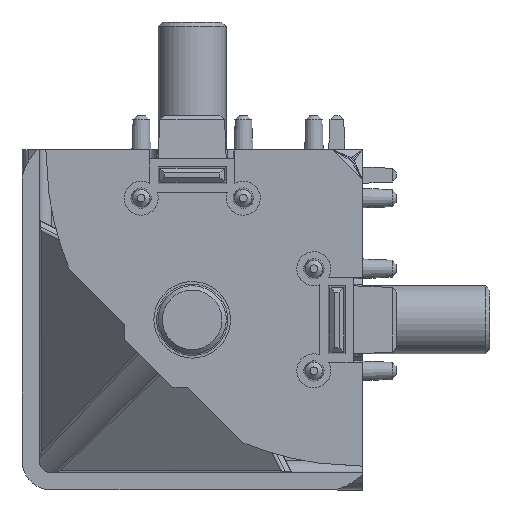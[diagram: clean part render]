
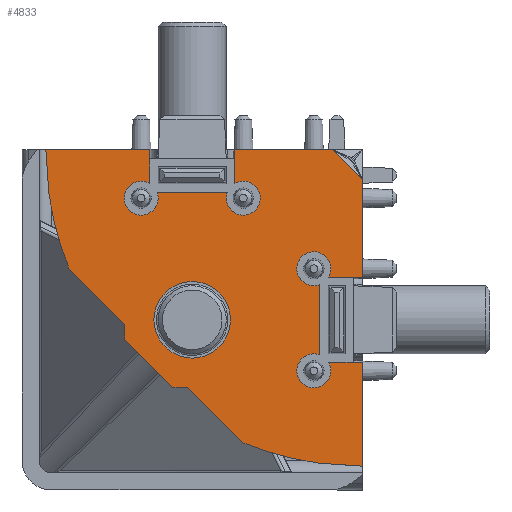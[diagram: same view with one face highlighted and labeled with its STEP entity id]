
A CAD part, left-side view. The second image highlights one B-rep face of the part: STEP entity #4833.
In plain terms, the highlighted planar face has unit normal (-1, 0, 0).
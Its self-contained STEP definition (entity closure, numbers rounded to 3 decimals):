
#166=FACE_BOUND('',#799,.T.);
#190=PLANE('',#5373);
#475=FACE_OUTER_BOUND('',#798,.T.);
#798=EDGE_LOOP('',(#3648,#3649,#3650,#3651,#3652,#3653,#3654,#3655,#3656,
#3657,#3658,#3659,#3660,#3661,#3662,#3663,#3664,#3665,#3666,#3667,#3668,
#3669,#3670,#3671));
#799=EDGE_LOOP('',(#3672));
#1167=LINE('',#7588,#1642);
#1171=LINE('',#7594,#1646);
#1188=LINE('',#7623,#1663);
#1189=LINE('',#7625,#1664);
#1190=LINE('',#7626,#1665);
#1191=LINE('',#7627,#1666);
#1192=LINE('',#7629,#1667);
#1193=LINE('',#7631,#1668);
#1194=LINE('',#7632,#1669);
#1195=LINE('',#7634,#1670);
#1196=LINE('',#7636,#1671);
#1197=LINE('',#7638,#1672);
#1198=LINE('',#7640,#1673);
#1199=LINE('',#7641,#1674);
#1200=LINE('',#7642,#1675);
#1201=LINE('',#7643,#1676);
#1202=LINE('',#7644,#1677);
#1203=LINE('',#7645,#1678);
#1642=VECTOR('',#6124,1000.);
#1646=VECTOR('',#6128,1000.);
#1663=VECTOR('',#6147,1000.);
#1664=VECTOR('',#6148,1000.);
#1665=VECTOR('',#6149,1000.);
#1666=VECTOR('',#6150,1000.);
#1667=VECTOR('',#6151,1000.);
#1668=VECTOR('',#6152,1000.);
#1669=VECTOR('',#6153,1000.);
#1670=VECTOR('',#6154,1000.);
#1671=VECTOR('',#6155,1000.);
#1672=VECTOR('',#6156,1000.);
#1673=VECTOR('',#6157,1000.);
#1674=VECTOR('',#6158,1000.);
#1675=VECTOR('',#6159,1000.);
#1676=VECTOR('',#6160,1000.);
#1677=VECTOR('',#6161,1000.);
#1678=VECTOR('',#6162,1000.);
#2030=CIRCLE('',#5245,2.);
#2032=CIRCLE('',#5248,2.);
#2034=CIRCLE('',#5251,2.);
#2036=CIRCLE('',#5254,2.);
#2088=CIRCLE('',#5332,4.5);
#2105=CIRCLE('',#5361,37.2);
#2114=CIRCLE('',#5371,37.2);
#2201=VERTEX_POINT('',#7219);
#2202=VERTEX_POINT('',#7221);
#2205=VERTEX_POINT('',#7228);
#2206=VERTEX_POINT('',#7230);
#2209=VERTEX_POINT('',#7237);
#2210=VERTEX_POINT('',#7239);
#2213=VERTEX_POINT('',#7246);
#2214=VERTEX_POINT('',#7248);
#2282=VERTEX_POINT('',#7428);
#2285=VERTEX_POINT('',#7438);
#2334=VERTEX_POINT('',#7562);
#2335=VERTEX_POINT('',#7564);
#2337=VERTEX_POINT('',#7569);
#2343=VERTEX_POINT('',#7581);
#2344=VERTEX_POINT('',#7585);
#2345=VERTEX_POINT('',#7587);
#2346=VERTEX_POINT('',#7591);
#2347=VERTEX_POINT('',#7593);
#2359=VERTEX_POINT('',#7624);
#2360=VERTEX_POINT('',#7628);
#2361=VERTEX_POINT('',#7630);
#2362=VERTEX_POINT('',#7633);
#2363=VERTEX_POINT('',#7635);
#2364=VERTEX_POINT('',#7637);
#2365=VERTEX_POINT('',#7639);
#2651=EDGE_CURVE('',#2201,#2202,#2030,.T.);
#2655=EDGE_CURVE('',#2205,#2206,#2032,.T.);
#2659=EDGE_CURVE('',#2209,#2210,#2034,.T.);
#2663=EDGE_CURVE('',#2213,#2214,#2036,.T.);
#2750=EDGE_CURVE('',#2282,#2282,#2088,.T.);
#2820=EDGE_CURVE('',#2334,#2335,#2105,.T.);
#2829=EDGE_CURVE('',#2343,#2337,#2114,.T.);
#2831=EDGE_CURVE('',#2344,#2345,#1167,.T.);
#2835=EDGE_CURVE('',#2346,#2347,#1171,.T.);
#2852=EDGE_CURVE('',#2285,#2344,#1188,.T.);
#2853=EDGE_CURVE('',#2359,#2285,#1189,.T.);
#2854=EDGE_CURVE('',#2214,#2359,#1190,.T.);
#2855=EDGE_CURVE('',#2210,#2213,#1191,.T.);
#2856=EDGE_CURVE('',#2209,#2360,#1192,.T.);
#2857=EDGE_CURVE('',#2361,#2360,#1193,.T.);
#2858=EDGE_CURVE('',#2335,#2361,#1194,.T.);
#2859=EDGE_CURVE('',#2362,#2334,#1195,.T.);
#2860=EDGE_CURVE('',#2363,#2362,#1196,.T.);
#2861=EDGE_CURVE('',#2364,#2363,#1197,.T.);
#2862=EDGE_CURVE('',#2365,#2364,#1198,.T.);
#2863=EDGE_CURVE('',#2337,#2365,#1199,.T.);
#2864=EDGE_CURVE('',#2347,#2343,#1200,.T.);
#2865=EDGE_CURVE('',#2202,#2346,#1201,.T.);
#2866=EDGE_CURVE('',#2206,#2201,#1202,.T.);
#2867=EDGE_CURVE('',#2205,#2345,#1203,.T.);
#3648=ORIENTED_EDGE('',*,*,#2831,.F.);
#3649=ORIENTED_EDGE('',*,*,#2852,.F.);
#3650=ORIENTED_EDGE('',*,*,#2853,.F.);
#3651=ORIENTED_EDGE('',*,*,#2854,.F.);
#3652=ORIENTED_EDGE('',*,*,#2663,.F.);
#3653=ORIENTED_EDGE('',*,*,#2855,.F.);
#3654=ORIENTED_EDGE('',*,*,#2659,.F.);
#3655=ORIENTED_EDGE('',*,*,#2856,.T.);
#3656=ORIENTED_EDGE('',*,*,#2857,.F.);
#3657=ORIENTED_EDGE('',*,*,#2858,.F.);
#3658=ORIENTED_EDGE('',*,*,#2820,.F.);
#3659=ORIENTED_EDGE('',*,*,#2859,.F.);
#3660=ORIENTED_EDGE('',*,*,#2860,.F.);
#3661=ORIENTED_EDGE('',*,*,#2861,.F.);
#3662=ORIENTED_EDGE('',*,*,#2862,.F.);
#3663=ORIENTED_EDGE('',*,*,#2863,.F.);
#3664=ORIENTED_EDGE('',*,*,#2829,.F.);
#3665=ORIENTED_EDGE('',*,*,#2864,.F.);
#3666=ORIENTED_EDGE('',*,*,#2835,.F.);
#3667=ORIENTED_EDGE('',*,*,#2865,.F.);
#3668=ORIENTED_EDGE('',*,*,#2651,.F.);
#3669=ORIENTED_EDGE('',*,*,#2866,.F.);
#3670=ORIENTED_EDGE('',*,*,#2655,.F.);
#3671=ORIENTED_EDGE('',*,*,#2867,.T.);
#3672=ORIENTED_EDGE('',*,*,#2750,.F.);
#4833=ADVANCED_FACE('',(#475,#166),#190,.F.);
#5245=AXIS2_PLACEMENT_3D('',#7222,#5773,#5774);
#5248=AXIS2_PLACEMENT_3D('',#7231,#5781,#5782);
#5251=AXIS2_PLACEMENT_3D('',#7240,#5789,#5790);
#5254=AXIS2_PLACEMENT_3D('',#7249,#5797,#5798);
#5332=AXIS2_PLACEMENT_3D('',#7430,#5988,#5989);
#5361=AXIS2_PLACEMENT_3D('',#7565,#6099,#6100);
#5371=AXIS2_PLACEMENT_3D('',#7583,#6119,#6120);
#5373=AXIS2_PLACEMENT_3D('',#7622,#6145,#6146);
#5773=DIRECTION('center_axis',(-1.,0.,0.));
#5774=DIRECTION('ref_axis',(0.,0.,1.));
#5781=DIRECTION('center_axis',(-1.,0.,0.));
#5782=DIRECTION('ref_axis',(0.,0.,1.));
#5789=DIRECTION('center_axis',(-1.,0.,0.));
#5790=DIRECTION('ref_axis',(0.,0.,1.));
#5797=DIRECTION('center_axis',(-1.,0.,0.));
#5798=DIRECTION('ref_axis',(0.,0.,1.));
#5988=DIRECTION('center_axis',(-1.,0.,0.));
#5989=DIRECTION('ref_axis',(0.,0.,1.));
#6099=DIRECTION('center_axis',(1.,0.,0.));
#6100=DIRECTION('ref_axis',(0.,0.,-1.));
#6119=DIRECTION('center_axis',(1.,0.,0.));
#6120=DIRECTION('ref_axis',(0.,0.,-1.));
#6124=DIRECTION('',(0.,0.,-1.));
#6128=DIRECTION('',(0.,0.,-1.));
#6145=DIRECTION('center_axis',(1.,0.,0.));
#6146=DIRECTION('ref_axis',(0.,0.,-1.));
#6147=DIRECTION('',(0.,-0.707,-0.707));
#6148=DIRECTION('',(0.,-1.,0.));
#6149=DIRECTION('',(0.,0.,1.));
#6150=DIRECTION('',(0.,-1.,0.));
#6151=DIRECTION('',(0.,0.,1.));
#6152=DIRECTION('',(0.,-1.,0.));
#6153=DIRECTION('',(0.,0.07,0.998));
#6154=DIRECTION('',(0.,0.707,0.707));
#6155=DIRECTION('',(0.,0.,1.));
#6156=DIRECTION('',(0.,0.707,0.707));
#6157=DIRECTION('',(0.,1.,0.));
#6158=DIRECTION('',(0.,0.707,0.707));
#6159=DIRECTION('',(0.,0.998,0.07));
#6160=DIRECTION('',(0.,-1.,0.));
#6161=DIRECTION('',(0.,0.,-1.));
#6162=DIRECTION('',(0.,-1.,0.));
#7219=CARTESIAN_POINT('',(0.,5.,-24.127));
#7221=CARTESIAN_POINT('',(0.,3.968,-25.));
#7222=CARTESIAN_POINT('Origin',(0.,5.7,-26.));
#7228=CARTESIAN_POINT('',(0.,3.968,-15.));
#7230=CARTESIAN_POINT('',(0.,5.,-15.873));
#7231=CARTESIAN_POINT('Origin',(0.,5.7,-14.));
#7237=CARTESIAN_POINT('',(0.,25.,-3.968));
#7239=CARTESIAN_POINT('',(0.,24.127,-5.));
#7240=CARTESIAN_POINT('Origin',(0.,26.,-5.7));
#7246=CARTESIAN_POINT('',(0.,15.873,-5.));
#7248=CARTESIAN_POINT('',(0.,15.,-3.968));
#7249=CARTESIAN_POINT('Origin',(0.,14.,-5.7));
#7428=CARTESIAN_POINT('',(0.,20.,-24.5));
#7430=CARTESIAN_POINT('Origin',(0.,20.,-20.));
#7438=CARTESIAN_POINT('',(0.,3.536,0.));
#7562=CARTESIAN_POINT('',(0.,34.451,-14.034));
#7564=CARTESIAN_POINT('',(0.,36.838,-5.177));
#7565=CARTESIAN_POINT('Origin',(0.,0.,0.));
#7569=CARTESIAN_POINT('',(0.,14.034,-34.451));
#7581=CARTESIAN_POINT('',(0.,5.177,-36.838));
#7583=CARTESIAN_POINT('Origin',(0.,0.,0.));
#7585=CARTESIAN_POINT('',(0.,0.,-3.536));
#7587=CARTESIAN_POINT('',(0.,0.,-15.));
#7588=CARTESIAN_POINT('',(0.,0.,0.));
#7591=CARTESIAN_POINT('',(0.,0.,-25.));
#7593=CARTESIAN_POINT('',(0.,0.,-37.2));
#7594=CARTESIAN_POINT('',(0.,0.,0.));
#7622=CARTESIAN_POINT('Origin',(0.,0.,0.));
#7623=CARTESIAN_POINT('',(0.,0.,-3.536));
#7624=CARTESIAN_POINT('',(0.,15.,0.));
#7625=CARTESIAN_POINT('',(0.,37.2,0.));
#7626=CARTESIAN_POINT('',(0.,15.,-1.));
#7627=CARTESIAN_POINT('',(0.,24.127,-5.));
#7628=CARTESIAN_POINT('',(0.,25.,0.));
#7629=CARTESIAN_POINT('',(0.,25.,-1.));
#7630=CARTESIAN_POINT('',(0.,37.2,0.));
#7631=CARTESIAN_POINT('',(0.,37.2,0.));
#7632=CARTESIAN_POINT('',(0.,37.2,0.));
#7633=CARTESIAN_POINT('',(0.,27.92,-20.566));
#7634=CARTESIAN_POINT('',(0.,36.352,-12.134));
#7635=CARTESIAN_POINT('',(0.,27.92,-22.263));
#7636=CARTESIAN_POINT('',(0.,27.92,-22.263));
#7637=CARTESIAN_POINT('',(0.,22.263,-27.92));
#7638=CARTESIAN_POINT('',(0.,27.92,-22.263));
#7639=CARTESIAN_POINT('',(0.,20.566,-27.92));
#7640=CARTESIAN_POINT('',(0.,22.263,-27.92));
#7641=CARTESIAN_POINT('',(0.,20.566,-27.92));
#7642=CARTESIAN_POINT('',(0.,0.,-37.2));
#7643=CARTESIAN_POINT('',(0.,1.,-25.));
#7644=CARTESIAN_POINT('',(0.,5.,-15.873));
#7645=CARTESIAN_POINT('',(0.,1.,-15.));
